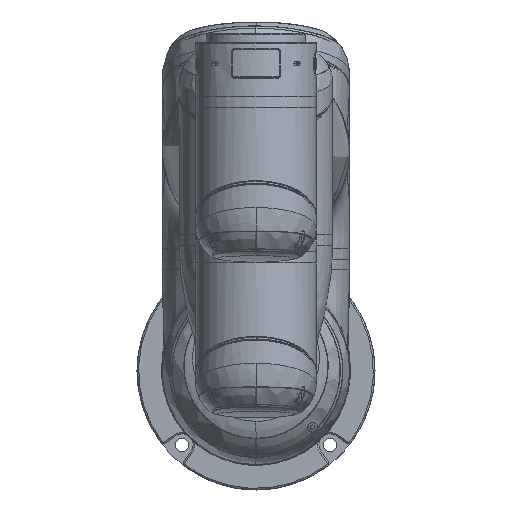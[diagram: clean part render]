
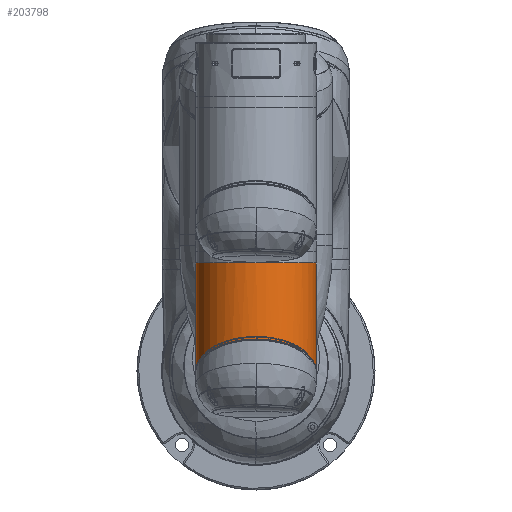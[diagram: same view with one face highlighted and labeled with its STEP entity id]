
A CAD part, top view. The second image highlights one B-rep face of the part: STEP entity #203798.
In plain terms, the highlighted cylindrical face has radius 38 mm (diameter 76 mm), a partial arc.
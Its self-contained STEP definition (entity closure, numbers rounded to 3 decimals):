
#4302 = LINE ( 'NONE', #9570, #236169 ) ;
#9570 = CARTESIAN_POINT ( 'NONE',  ( 38., 66.5, 912. ) ) ;
#13213 = CARTESIAN_POINT ( 'NONE',  ( -34.972, 6.443, 926.914 ) ) ;
#14247 = CARTESIAN_POINT ( 'NONE',  ( -16.626, 16.554, 946.176 ) ) ;
#15282 = CARTESIAN_POINT ( 'NONE',  ( -0.783, 18.559, 949.998 ) ) ;
#16305 = CARTESIAN_POINT ( 'NONE',  ( 12.83, 17.402, 947.793 ) ) ;
#17331 = CARTESIAN_POINT ( 'NONE',  ( -20.008, 15.585, 944.331 ) ) ;
#21427 = CARTESIAN_POINT ( 'NONE',  ( 34.447, 7.042, 928.054 ) ) ;
#32447 = CARTESIAN_POINT ( 'NONE',  ( -38., 66.5, 912. ) ) ;
#37248 = CARTESIAN_POINT ( 'NONE',  ( -30.908, 10.287, 934.236 ) ) ;
#37357 = DIRECTION ( 'NONE',  ( -1., 0., 0. ) ) ;
#38286 = CARTESIAN_POINT ( 'NONE',  ( -13.052, 17.397, 947.784 ) ) ;
#39311 = CARTESIAN_POINT ( 'NONE',  ( 2.526, 18.564, 950.008 ) ) ;
#40332 = CARTESIAN_POINT ( 'NONE',  ( -18.345, 16.086, 945.285 ) ) ;
#40443 = CARTESIAN_POINT ( 'NONE',  ( 0., 66.5, 912. ) ) ;
#41365 = CARTESIAN_POINT ( 'NONE',  ( 19.837, 15.641, 944.437 ) ) ;
#43436 = CARTESIAN_POINT ( 'NONE',  ( 27.201, 12.547, 938.543 ) ) ;
#46545 = CARTESIAN_POINT ( 'NONE',  ( 35.168, 6.176, 926.406 ) ) ;
#51748 = EDGE_CURVE ( 'NONE', #63840, #257589, #174847, .T. ) ;
#61369 = CARTESIAN_POINT ( 'NONE',  ( -26.859, 12.729, 938.889 ) ) ;
#62402 = CARTESIAN_POINT ( 'NONE',  ( -25.962, 13.184, 939.755 ) ) ;
#63429 = CARTESIAN_POINT ( 'NONE',  ( 5.152, 18.425, 949.743 ) ) ;
#63840 = VERTEX_POINT ( 'NONE', #145338 ) ;
#64439 = CARTESIAN_POINT ( 'NONE',  ( -5.432, 18.368, 949.633 ) ) ;
#66505 = CARTESIAN_POINT ( 'NONE',  ( 26.759, 12.781, 938.988 ) ) ;
#83784 = DIRECTION ( 'NONE',  ( 0., -1., 0. ) ) ;
#86378 = EDGE_LOOP ( 'NONE', ( #171160, #163687, #221931, #139465 ) ) ;
#86427 = CARTESIAN_POINT ( 'NONE',  ( -16.035, 16.701, 946.457 ) ) ;
#87470 = CARTESIAN_POINT ( 'NONE',  ( 9.056, 17.989, 948.911 ) ) ;
#90547 = CARTESIAN_POINT ( 'NONE',  ( 30.837, 10.339, 934.337 ) ) ;
#92610 = CARTESIAN_POINT ( 'NONE',  ( 37.559, 1.709, 917.893 ) ) ;
#92894 = CARTESIAN_POINT ( 'NONE',  ( -38., -1.383, 912. ) ) ;
#98668 = VERTEX_POINT ( 'NONE', #221525 ) ;
#105455 = CARTESIAN_POINT ( 'NONE',  ( 38., 66.5, 912. ) ) ;
#109460 = CARTESIAN_POINT ( 'NONE',  ( -29.43, 11.301, 936.168 ) ) ;
#111530 = CARTESIAN_POINT ( 'NONE',  ( 10.331, 17.812, 948.575 ) ) ;
#112549 = CARTESIAN_POINT ( 'NONE',  ( 17.573, 16.303, 945.699 ) ) ;
#114603 = CARTESIAN_POINT ( 'NONE',  ( 33.37, 8.177, 930.218 ) ) ;
#115632 = CARTESIAN_POINT ( 'NONE',  ( 38., -1.383, 912. ) ) ;
#122784 = FACE_OUTER_BOUND ( 'NONE', #86378, .T. ) ;
#133454 = CARTESIAN_POINT ( 'NONE',  ( -36.277, 4.684, 923.563 ) ) ;
#135519 = CARTESIAN_POINT ( 'NONE',  ( -24.096, 14.052, 941.41 ) ) ;
#136544 = CARTESIAN_POINT ( 'NONE',  ( -34.485, 7.017, 928.008 ) ) ;
#139465 = ORIENTED_EDGE ( 'NONE', *, *, #222913, .T. ) ;
#139630 = CARTESIAN_POINT ( 'NONE',  ( 34.938, 6.466, 926.958 ) ) ;
#140661 = CARTESIAN_POINT ( 'NONE',  ( 20.917, 15.281, 943.751 ) ) ;
#145338 = CARTESIAN_POINT ( 'NONE',  ( -38., 66.5, 912. ) ) ;
#157505 = CARTESIAN_POINT ( 'NONE',  ( -17.78, 16.246, 945.59 ) ) ;
#158546 = CARTESIAN_POINT ( 'NONE',  ( -2.774, 18.51, 949.904 ) ) ;
#163687 = ORIENTED_EDGE ( 'NONE', *, *, #171776, .T. ) ;
#164201 = CARTESIAN_POINT ( 'NONE',  ( 0., 66.5, 912. ) ) ;
#164723 = CARTESIAN_POINT ( 'NONE',  ( 34.187, 7.328, 928.601 ) ) ;
#171160 = ORIENTED_EDGE ( 'NONE', *, *, #184485, .F. ) ;
#171776 = EDGE_CURVE ( 'NONE', #268622, #63840, #173515, .T. ) ;
#173515 = CIRCLE ( 'NONE', #191336, 38. ) ;
#174847 = LINE ( 'NONE', #32447, #208453 ) ;
#180529 = CARTESIAN_POINT ( 'NONE',  ( -32.823, 8.685, 931.185 ) ) ;
#180630 = DIRECTION ( 'NONE',  ( 0., -1., 0. ) ) ;
#183628 = CARTESIAN_POINT ( 'NONE',  ( -23.116, 14.46, 942.186 ) ) ;
#184485 = EDGE_CURVE ( 'NONE', #268622, #98668, #4302, .T. ) ;
#184672 = CARTESIAN_POINT ( 'NONE',  ( -33.411, 8.138, 930.143 ) ) ;
#185687 = CARTESIAN_POINT ( 'NONE',  ( 23.975, 14.104, 941.509 ) ) ;
#187749 = CARTESIAN_POINT ( 'NONE',  ( 36.254, 4.721, 923.633 ) ) ;
#188268 = DIRECTION ( 'NONE',  ( 0., -1., 0. ) ) ;
#189834 = CARTESIAN_POINT ( 'NONE',  ( 25.394, 13.457, 940.276 ) ) ;
#191336 = AXIS2_PLACEMENT_3D ( 'NONE', #164201, #188268, #286505 ) ;
#196567 = B_SPLINE_CURVE_WITH_KNOTS ( 'NONE', 3,
 ( #208694, #255749, #256771, #299722, #133454, #13213, #136544, #184672, #180529, #37248, #109460, #204558, #61369, #62402, #276713, #135519, #183628, #253689, #17331, #40332, #157505, #14247, #86427, #38286, #206651, #277752, #64439, #301789, #158546, #254723, #15282, #39311, #63429, #230637, #87470, #111530, #278771, #16305, #303848, #207680, #231662, #112549, #279792, #41365, #140661, #210736, #185687, #189834, #233726, #66505, #43436, #309000, #90547, #213854, #114603, #164723, #21427, #139630, #46545, #187749, #261952, #92610, #258825, #237853, #211760, #115632 ),
 .UNSPECIFIED., .F., .F.,
 ( 4, 2, 2, 2, 2, 2, 2, 2, 2, 2, 2, 2, 2, 2, 2, 2, 2, 2, 2, 2, 2, 2, 2, 2, 2, 2, 2, 2, 2, 2, 2, 2, 4 ),
 ( 0., 0.008, 0.016, 0.02, 0.024, 0.032, 0.034, 0.036, 0.039, 0.043, 0.045, 0.047, 0.055, 0.059, 0.061, 0.063, 0.071, 0.073, 0.075, 0.079, 0.081, 0.083, 0.087, 0.091, 0.093, 0.095, 0.103, 0.107, 0.109, 0.111, 0.118, 0.122, 0.126 ),
 .UNSPECIFIED. ) ;
#203798 = ADVANCED_FACE ( 'NONE', ( #122784 ), #279342, .T. ) ;
#204558 = CARTESIAN_POINT ( 'NONE',  ( -27.298, 12.495, 938.443 ) ) ;
#206651 = CARTESIAN_POINT ( 'NONE',  ( -10.579, 17.821, 948.592 ) ) ;
#207680 = CARTESIAN_POINT ( 'NONE',  ( 15.827, 16.751, 946.553 ) ) ;
#208453 = VECTOR ( 'NONE', #248877, 1000. ) ;
#208694 = CARTESIAN_POINT ( 'NONE',  ( -38., -1.383, 912. ) ) ;
#210736 = CARTESIAN_POINT ( 'NONE',  ( 22.986, 14.512, 942.286 ) ) ;
#211760 = CARTESIAN_POINT ( 'NONE',  ( 38., -0.762, 913.183 ) ) ;
#213854 = CARTESIAN_POINT ( 'NONE',  ( 32.775, 8.729, 931.268 ) ) ;
#221525 = CARTESIAN_POINT ( 'NONE',  ( 38., -1.383, 912. ) ) ;
#221931 = ORIENTED_EDGE ( 'NONE', *, *, #51748, .T. ) ;
#222913 = EDGE_CURVE ( 'NONE', #257589, #98668, #196567, .T. ) ;
#230637 = CARTESIAN_POINT ( 'NONE',  ( 8.409, 18.069, 949.064 ) ) ;
#231662 = CARTESIAN_POINT ( 'NONE',  ( 16.414, 16.607, 946.278 ) ) ;
#233726 = CARTESIAN_POINT ( 'NONE',  ( 25.857, 13.235, 939.854 ) ) ;
#236169 = VECTOR ( 'NONE', #83784, 1000. ) ;
#237853 = CARTESIAN_POINT ( 'NONE',  ( 37.945, -0.143, 914.364 ) ) ;
#248877 = DIRECTION ( 'NONE',  ( 0., -1., 0. ) ) ;
#253689 = CARTESIAN_POINT ( 'NONE',  ( -21.072, 15.226, 943.647 ) ) ;
#254723 = CARTESIAN_POINT ( 'NONE',  ( -1.446, 18.549, 949.978 ) ) ;
#255749 = CARTESIAN_POINT ( 'NONE',  ( -38., -0.143, 914.363 ) ) ;
#256771 = CARTESIAN_POINT ( 'NONE',  ( -37.781, 1.08, 916.695 ) ) ;
#257589 = VERTEX_POINT ( 'NONE', #92894 ) ;
#258825 = CARTESIAN_POINT ( 'NONE',  ( 37.724, 1.094, 916.722 ) ) ;
#261952 = CARTESIAN_POINT ( 'NONE',  ( 36.903, 3.531, 921.365 ) ) ;
#268622 = VERTEX_POINT ( 'NONE', #105455 ) ;
#270656 = AXIS2_PLACEMENT_3D ( 'NONE', #40443, #180630, #37357 ) ;
#276713 = CARTESIAN_POINT ( 'NONE',  ( -25.503, 13.405, 940.178 ) ) ;
#277752 = CARTESIAN_POINT ( 'NONE',  ( -6.736, 18.256, 949.421 ) ) ;
#278771 = CARTESIAN_POINT ( 'NONE',  ( 10.961, 17.716, 948.391 ) ) ;
#279342 = CYLINDRICAL_SURFACE ( 'NONE', #270656, 38. ) ;
#279792 = CARTESIAN_POINT ( 'NONE',  ( 18.146, 16.143, 945.394 ) ) ;
#286505 = DIRECTION ( 'NONE',  ( -1., 0., 0. ) ) ;
#299722 = CARTESIAN_POINT ( 'NONE',  ( -36.92, 3.493, 921.294 ) ) ;
#301789 = CARTESIAN_POINT ( 'NONE',  ( -3.442, 18.481, 949.85 ) ) ;
#303848 = CARTESIAN_POINT ( 'NONE',  ( 14.046, 17.16, 947.333 ) ) ;
#309000 = CARTESIAN_POINT ( 'NONE',  ( 29.344, 11.356, 936.273 ) ) ;
